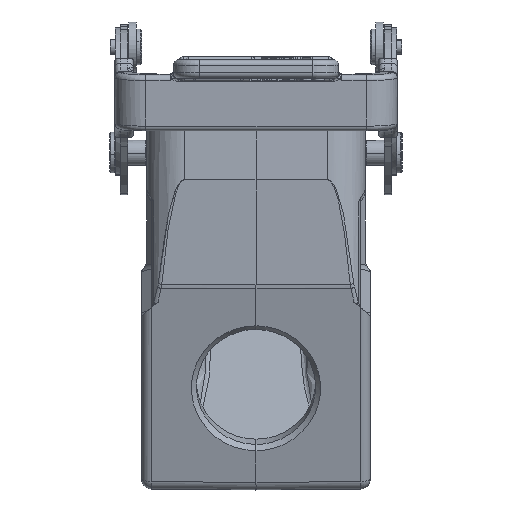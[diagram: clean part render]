
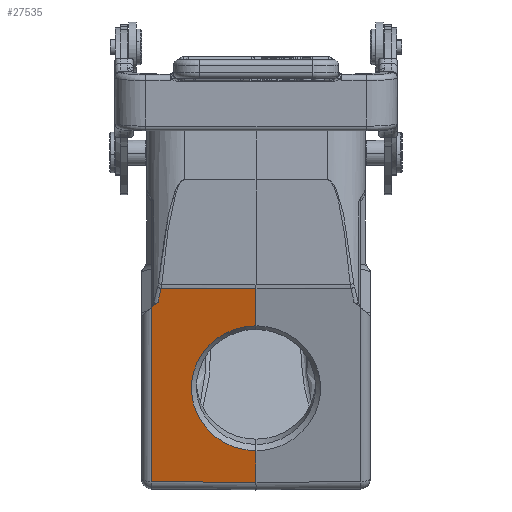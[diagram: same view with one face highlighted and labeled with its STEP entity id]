
A CAD part, left-side view. The second image highlights one B-rep face of the part: STEP entity #27535.
In plain terms, the highlighted planar face has unit normal (-0.966, 0.009, -0.259).
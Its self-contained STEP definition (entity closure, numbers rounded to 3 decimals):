
#128=CARTESIAN_POINT('',(-26.017,0.,
-64.267));
#148=CARTESIAN_POINT('',(-32.591,0.,
-39.733));
#171=CARTESIAN_POINT('',(-32.591,0.,
-39.733));
#172=CARTESIAN_POINT('',(-32.585,0.717,
-39.729));
#173=CARTESIAN_POINT('',(-32.542,2.143,-39.842));
#174=CARTESIAN_POINT('',(-32.38,4.292,-40.373));
#175=CARTESIAN_POINT('',(-32.119,6.34,-41.28));
#176=CARTESIAN_POINT('',(-31.782,8.138,-42.477));
#177=CARTESIAN_POINT('',(-31.361,9.738,-43.994));
#178=CARTESIAN_POINT('',(-30.876,11.036,-45.762));
#179=CARTESIAN_POINT('',(-30.339,11.996,-47.731));
#180=CARTESIAN_POINT('',(-29.773,12.579,-49.823));
#181=CARTESIAN_POINT('',(-29.198,12.773,-51.965));
#182=CARTESIAN_POINT('',(-28.627,12.581,-54.103));
#183=CARTESIAN_POINT('',(-28.074,12.006,-56.183));
#184=CARTESIAN_POINT('',(-27.559,11.063,-58.14));
#185=CARTESIAN_POINT('',(-27.097,9.787,-59.904));
#186=CARTESIAN_POINT('',(-26.702,8.204,-61.433));
#187=CARTESIAN_POINT('',(-26.391,6.407,-62.655));
#188=CARTESIAN_POINT('',(-26.159,4.348,-63.589));
#189=CARTESIAN_POINT('',(-26.03,2.171,-64.145));
#190=CARTESIAN_POINT('',(-26.01,0.727,
-64.267));
#191=CARTESIAN_POINT('',(-26.017,0.,
-64.267));
#193=DIRECTION('',(0.259,0.,-0.966));
#194=VECTOR('',#193,6.471);
#195=CARTESIAN_POINT('',(-26.017,0.,
-64.267));
#196=LINE('',#195,#194);
#197=DIRECTION('',(0.007,1.,0.009));
#198=VECTOR('',#197,20.519);
#199=CARTESIAN_POINT('',(-24.342,0.,
-70.518));
#200=LINE('',#199,#198);
#201=DIRECTION('',(-0.173,-0.765,0.62));
#202=VECTOR('',#201,1.636);
#203=CARTESIAN_POINT('',(-33.383,20.517,-36.083));
#204=LINE('',#203,#202);
#205=CARTESIAN_POINT('',(-33.666,19.266,-35.069));
#206=CARTESIAN_POINT('',(-33.909,19.089,-34.171));
#207=CARTESIAN_POINT('',(-34.15,18.889,-33.278));
#208=CARTESIAN_POINT('',(-34.389,18.655,-32.394));
#210=DIRECTION('',(0.259,0.,-0.966));
#211=VECTOR('',#210,7.568);
#212=CARTESIAN_POINT('',(-34.55,0.,
-32.423));
#213=LINE('',#212,#211);
#716=DIRECTION('',(0.009,1.,0.002));
#717=VECTOR('',#716,18.656);
#718=CARTESIAN_POINT('',(-34.55,0.,
-32.423));
#719=LINE('',#718,#717);
#916=DIRECTION('',(0.259,0.,-0.966));
#917=VECTOR('',#916,35.464);
#918=CARTESIAN_POINT('',(-33.383,20.517,-36.083));
#919=LINE('',#918,#917);
#22326=VERTEX_POINT('',#128);
#22327=VERTEX_POINT('',#148);
#22328=CARTESIAN_POINT('',(-34.55,0.,
-32.423));
#22329=VERTEX_POINT('',#22328);
#22332=CARTESIAN_POINT('',(-24.342,0.,
-70.518));
#22333=VERTEX_POINT('',#22332);
#22337=CARTESIAN_POINT('',(-24.205,20.517,
-70.339));
#22338=VERTEX_POINT('',#22337);
#22339=CARTESIAN_POINT('',(-33.383,20.517,
-36.083));
#22340=VERTEX_POINT('',#22339);
#22341=CARTESIAN_POINT('',(-33.666,19.266,
-35.069));
#22342=VERTEX_POINT('',#22341);
#22343=VERTEX_POINT('',#208);
#27515=CARTESIAN_POINT('',(-23.945,0.,-72.));
#27516=DIRECTION('',(-0.966,0.009,-0.259));
#27517=DIRECTION('',(-0.259,0.,0.966));
#27518=AXIS2_PLACEMENT_3D('',#27515,#27516,#27517);
#27519=PLANE('',#27518);
#27520=ORIENTED_EDGE('',*,*,#27506,.T.);
#27521=ORIENTED_EDGE('',*,*,#27305,.T.);
#27523=ORIENTED_EDGE('',*,*,#27522,.T.);
#27525=ORIENTED_EDGE('',*,*,#27524,.F.);
#27527=ORIENTED_EDGE('',*,*,#27526,.T.);
#27529=ORIENTED_EDGE('',*,*,#27528,.T.);
#27531=ORIENTED_EDGE('',*,*,#27530,.F.);
#27532=ORIENTED_EDGE('',*,*,#27295,.T.);
#27533=EDGE_LOOP('',(#27520,#27521,#27523,#27525,#27527,#27529,#27531,#27532));
#27534=FACE_OUTER_BOUND('',#27533,.F.);
#27535=ADVANCED_FACE('',(#27534),#27519,.T.);
#192=B_SPLINE_CURVE_WITH_KNOTS('',3,(#171,#172,#173,#174,#175,#176,#177,#178,
#179,#180,#181,#182,#183,#184,#185,#186,#187,#188,#189,#190,#191),.UNSPECIFIED.,
.F.,.F.,(4,1,1,1,1,1,1,1,1,1,1,1,1,1,1,1,1,1,4),(0.,0.056,
0.111,0.167,0.222,0.278,
0.333,0.389,0.444,0.5,0.556,
0.611,0.667,0.722,0.778,
0.833,0.889,0.944,1.),.UNSPECIFIED.);
#209=B_SPLINE_CURVE_WITH_KNOTS('',3,(#205,#206,#207,#208),.UNSPECIFIED.,.F.,.F.,
(4,4),(0.,1.),.UNSPECIFIED.);
#27295=EDGE_CURVE('',#22329,#22327,#213,.T.);
#27305=EDGE_CURVE('',#22326,#22333,#196,.T.);
#27506=EDGE_CURVE('',#22327,#22326,#192,.T.);
#27522=EDGE_CURVE('',#22333,#22338,#200,.T.);
#27524=EDGE_CURVE('',#22340,#22338,#919,.T.);
#27526=EDGE_CURVE('',#22340,#22342,#204,.T.);
#27528=EDGE_CURVE('',#22342,#22343,#209,.T.);
#27530=EDGE_CURVE('',#22329,#22343,#719,.T.);
